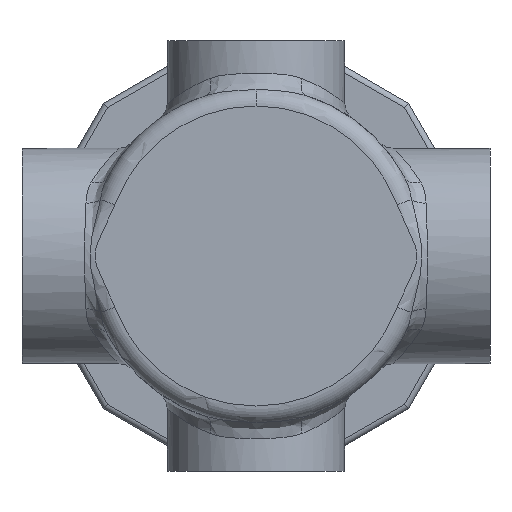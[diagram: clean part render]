
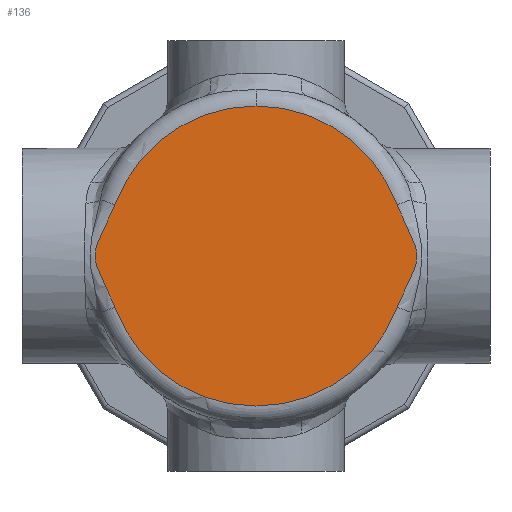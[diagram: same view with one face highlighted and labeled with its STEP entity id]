
A CAD part, front view. The second image highlights one B-rep face of the part: STEP entity #136.
In plain terms, the highlighted planar face has unit normal (0, -1, 0).
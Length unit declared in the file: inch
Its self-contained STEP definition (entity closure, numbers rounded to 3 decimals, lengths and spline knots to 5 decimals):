
#81 = VERTEX_POINT ( 'NONE', #2329 ) ;
#86 = CARTESIAN_POINT ( 'NONE',  ( 0.55954, -0.82, 0.01585 ) ) ;
#126 = CIRCLE ( 'NONE', #6319, 0.5225 ) ;
#130 = CARTESIAN_POINT ( 'NONE',  ( -0.49116, -0.82, 0.17823 ) ) ;
#136 = ADVANCED_FACE ( 'NONE', ( #6914 ), #580, .F. ) ;
#154 = CARTESIAN_POINT ( 'NONE',  ( -0.55365, -0.82, 0.03937 ) ) ;
#210 = DIRECTION ( 'NONE',  ( 0., 0., 1. ) ) ;
#235 = DIRECTION ( 'NONE',  ( 0., 1., 0. ) ) ;
#366 = EDGE_CURVE ( 'NONE', #4260, #2785, #5328, .T. ) ;
#379 = CARTESIAN_POINT ( 'NONE',  ( -0.49116, -0.82, -0.17823 ) ) ;
#540 = B_SPLINE_CURVE_WITH_KNOTS ( 'NONE', 3,
 ( #130, #1278, #3008, #6917, #3575, #154, #4141, #719, #4697, #1302, #5249, #1882, #5809, #2462, #6382, #3031, #6938, #3599 ),
 .UNSPECIFIED., .F., .F.,
 ( 4, 2, 2, 2, 2, 2, 2, 2, 4 ),
 ( 0., 0.00244, 0.00367, 0.00428, 0.00489, 0.0055, 0.00611, 0.00733, 0.00977 ),
 .UNSPECIFIED. ) ;
#580 = PLANE ( 'NONE',  #2006 ) ;
#654 = CARTESIAN_POINT ( 'NONE',  ( 0.55368, -0.82, 0.03927 ) ) ;
#719 = CARTESIAN_POINT ( 'NONE',  ( -0.55949, -0.82, 0.01613 ) ) ;
#829 = CARTESIAN_POINT ( 'NONE',  ( 0., -0.82, 0. ) ) ;
#916 = DIRECTION ( 'NONE',  ( 0., -1., 0. ) ) ;
#1044 = ORIENTED_EDGE ( 'NONE', *, *, #1141, .T. ) ;
#1141 = EDGE_CURVE ( 'NONE', #81, #4260, #1520, .T. ) ;
#1232 = CARTESIAN_POINT ( 'NONE',  ( 0.53853, -0.82, 0.07633 ) ) ;
#1278 = CARTESIAN_POINT ( 'NONE',  ( -0.50212, -0.82, 0.14803 ) ) ;
#1302 = CARTESIAN_POINT ( 'NONE',  ( -0.56051, -0.82, -0.00795 ) ) ;
#1406 = ORIENTED_EDGE ( 'NONE', *, *, #366, .T. ) ;
#1520 = B_SPLINE_CURVE_WITH_KNOTS ( 'NONE', 3,
 ( #3488, #6827, #5163, #1794, #5723, #2367, #6291, #2942, #6851, #3507, #86, #4070, #654, #4635, #1232, #5184, #1817, #5750 ),
 .UNSPECIFIED., .F., .F.,
 ( 4, 2, 2, 2, 2, 2, 2, 2, 4 ),
 ( 0., 0.00244, 0.00367, 0.00428, 0.00489, 0.0055, 0.00611, 0.00733, 0.00977 ),
 .UNSPECIFIED. ) ;
#1521 = CARTESIAN_POINT ( 'NONE',  ( 0., -0.82, 0. ) ) ;
#1692 = DIRECTION ( 'NONE',  ( 0., -1., 0. ) ) ;
#1794 = CARTESIAN_POINT ( 'NONE',  ( 0.53849, -0.82, -0.07643 ) ) ;
#1817 = CARTESIAN_POINT ( 'NONE',  ( 0.50215, -0.82, 0.14794 ) ) ;
#1866 = ORIENTED_EDGE ( 'NONE', *, *, #6708, .T. ) ;
#1882 = CARTESIAN_POINT ( 'NONE',  ( -0.55611, -0.82, -0.03156 ) ) ;
#1950 = VERTEX_POINT ( 'NONE', #2813 ) ;
#2006 = AXIS2_PLACEMENT_3D ( 'NONE', #829, #235, #210 ) ;
#2035 = ORIENTED_EDGE ( 'NONE', *, *, #6573, .T. ) ;
#2065 = CARTESIAN_POINT ( 'NONE',  ( 0.49116, -0.82, 0.17823 ) ) ;
#2094 = DIRECTION ( 'NONE',  ( 0., 0., 1. ) ) ;
#2215 = ORIENTED_EDGE ( 'NONE', *, *, #5820, .T. ) ;
#2329 = CARTESIAN_POINT ( 'NONE',  ( 0.49116, -0.82, -0.17823 ) ) ;
#2367 = CARTESIAN_POINT ( 'NONE',  ( 0.55365, -0.82, -0.03937 ) ) ;
#2462 = CARTESIAN_POINT ( 'NONE',  ( -0.5454, -0.82, -0.06183 ) ) ;
#2785 = VERTEX_POINT ( 'NONE', #3944 ) ;
#2813 = CARTESIAN_POINT ( 'NONE',  ( -0.49116, -0.82, 0.17823 ) ) ;
#2883 = VERTEX_POINT ( 'NONE', #379 ) ;
#2942 = CARTESIAN_POINT ( 'NONE',  ( 0.55949, -0.82, -0.01613 ) ) ;
#3008 = CARTESIAN_POINT ( 'NONE',  ( -0.5173, -0.82, 0.11967 ) ) ;
#3031 = CARTESIAN_POINT ( 'NONE',  ( -0.51734, -0.82, -0.11959 ) ) ;
#3488 = CARTESIAN_POINT ( 'NONE',  ( 0.49116, -0.82, -0.17823 ) ) ;
#3507 = CARTESIAN_POINT ( 'NONE',  ( 0.56051, -0.82, 0.00795 ) ) ;
#3575 = CARTESIAN_POINT ( 'NONE',  ( -0.54539, -0.82, 0.06187 ) ) ;
#3599 = CARTESIAN_POINT ( 'NONE',  ( -0.49116, -0.82, -0.17823 ) ) ;
#3944 = CARTESIAN_POINT ( 'NONE',  ( 0., -0.82, 0.5225 ) ) ;
#4070 = CARTESIAN_POINT ( 'NONE',  ( 0.55611, -0.82, 0.03156 ) ) ;
#4141 = CARTESIAN_POINT ( 'NONE',  ( -0.55605, -0.82, 0.03176 ) ) ;
#4260 = VERTEX_POINT ( 'NONE', #2065 ) ;
#4319 = CARTESIAN_POINT ( 'NONE',  ( 0., -0.82, 0. ) ) ;
#4635 = CARTESIAN_POINT ( 'NONE',  ( 0.5454, -0.82, 0.06183 ) ) ;
#4697 = CARTESIAN_POINT ( 'NONE',  ( -0.5605, -0.82, 0.00801 ) ) ;
#4737 = AXIS2_PLACEMENT_3D ( 'NONE', #5071, #1692, #5627 ) ;
#4878 = DIRECTION ( 'NONE',  ( 0., 0., 1. ) ) ;
#5071 = CARTESIAN_POINT ( 'NONE',  ( 0., -0.82, 0. ) ) ;
#5163 = CARTESIAN_POINT ( 'NONE',  ( 0.5173, -0.82, -0.11967 ) ) ;
#5184 = CARTESIAN_POINT ( 'NONE',  ( 0.51734, -0.82, 0.11959 ) ) ;
#5249 = CARTESIAN_POINT ( 'NONE',  ( -0.55954, -0.82, -0.01585 ) ) ;
#5328 = CIRCLE ( 'NONE', #5779, 0.5225 ) ;
#5399 = EDGE_LOOP ( 'NONE', ( #1044, #1406, #1866, #2035, #2215 ) ) ;
#5462 = DIRECTION ( 'NONE',  ( 0., -1., 0. ) ) ;
#5627 = DIRECTION ( 'NONE',  ( 0., 0., 1. ) ) ;
#5723 = CARTESIAN_POINT ( 'NONE',  ( 0.54539, -0.82, -0.06187 ) ) ;
#5750 = CARTESIAN_POINT ( 'NONE',  ( 0.49116, -0.82, 0.17823 ) ) ;
#5779 = AXIS2_PLACEMENT_3D ( 'NONE', #4319, #916, #4878 ) ;
#5809 = CARTESIAN_POINT ( 'NONE',  ( -0.55368, -0.82, -0.03927 ) ) ;
#5820 = EDGE_CURVE ( 'NONE', #2883, #81, #7000, .T. ) ;
#6291 = CARTESIAN_POINT ( 'NONE',  ( 0.55605, -0.82, -0.03176 ) ) ;
#6319 = AXIS2_PLACEMENT_3D ( 'NONE', #1521, #5462, #2094 ) ;
#6382 = CARTESIAN_POINT ( 'NONE',  ( -0.53853, -0.82, -0.07633 ) ) ;
#6573 = EDGE_CURVE ( 'NONE', #1950, #2883, #540, .T. ) ;
#6708 = EDGE_CURVE ( 'NONE', #2785, #1950, #126, .T. ) ;
#6827 = CARTESIAN_POINT ( 'NONE',  ( 0.50212, -0.82, -0.14803 ) ) ;
#6851 = CARTESIAN_POINT ( 'NONE',  ( 0.5605, -0.82, -0.00801 ) ) ;
#6914 = FACE_OUTER_BOUND ( 'NONE', #5399, .T. ) ;
#6917 = CARTESIAN_POINT ( 'NONE',  ( -0.53849, -0.82, 0.07643 ) ) ;
#6938 = CARTESIAN_POINT ( 'NONE',  ( -0.50215, -0.82, -0.14794 ) ) ;
#7000 = CIRCLE ( 'NONE', #4737, 0.5225 ) ;
